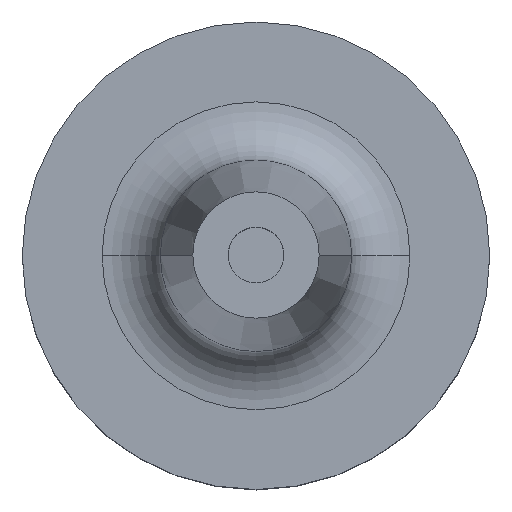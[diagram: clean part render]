
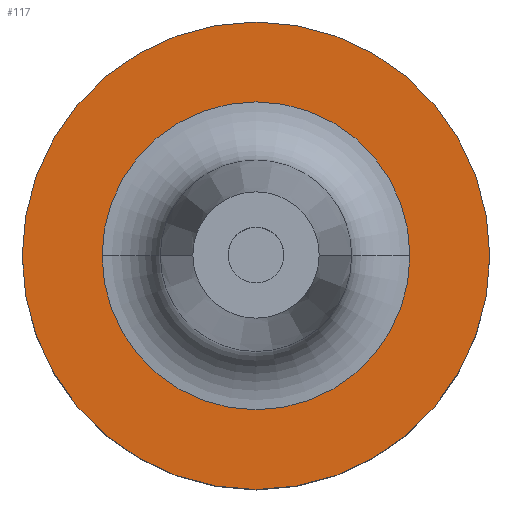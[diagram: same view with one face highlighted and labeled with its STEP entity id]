
A CAD part, top view. The second image highlights one B-rep face of the part: STEP entity #117.
In plain terms, the highlighted planar face has unit normal (0, 0, 1).
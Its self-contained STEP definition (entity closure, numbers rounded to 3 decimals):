
#45 = DIRECTION ( 'NONE',  ( 0., 0., -1. ) ) ;
#117 = ADVANCED_FACE ( 'NONE', ( #234, #917 ), #538, .F. ) ;
#146 = EDGE_CURVE ( 'NONE', #274, #842, #1086, .T. ) ;
#169 = CARTESIAN_POINT ( 'NONE',  ( 0., 0., 20. ) ) ;
#177 = ORIENTED_EDGE ( 'NONE', *, *, #952, .T. ) ;
#182 = ORIENTED_EDGE ( 'NONE', *, *, #146, .T. ) ;
#225 = AXIS2_PLACEMENT_3D ( 'NONE', #761, #240, #856 ) ;
#227 = CIRCLE ( 'NONE', #599, 20. ) ;
#234 = FACE_BOUND ( 'NONE', #451, .T. ) ;
#240 = DIRECTION ( 'NONE',  ( 0., 0., -1. ) ) ;
#246 = ORIENTED_EDGE ( 'NONE', *, *, #890, .F. ) ;
#252 = CARTESIAN_POINT ( 'NONE',  ( 20., 0., 20. ) ) ;
#258 = DIRECTION ( 'NONE',  ( -1., 0., 0. ) ) ;
#274 = VERTEX_POINT ( 'NONE', #766 ) ;
#324 = CARTESIAN_POINT ( 'NONE',  ( 0., 0., 20. ) ) ;
#451 = EDGE_LOOP ( 'NONE', ( #182, #177 ) ) ;
#455 = DIRECTION ( 'NONE',  ( -1., 0., 0. ) ) ;
#485 = CARTESIAN_POINT ( 'NONE',  ( 13.17, 0., 20. ) ) ;
#525 = CIRCLE ( 'NONE', #1053, 20. ) ;
#538 = PLANE ( 'NONE',  #908 ) ;
#563 = CARTESIAN_POINT ( 'NONE',  ( 0., 0., 20. ) ) ;
#599 = AXIS2_PLACEMENT_3D ( 'NONE', #169, #781, #258 ) ;
#608 = EDGE_LOOP ( 'NONE', ( #1039, #246 ) ) ;
#634 = DIRECTION ( 'NONE',  ( -1., 0., 0. ) ) ;
#646 = CARTESIAN_POINT ( 'NONE',  ( 0., 20., 20. ) ) ;
#724 = VERTEX_POINT ( 'NONE', #252 ) ;
#725 = EDGE_CURVE ( 'NONE', #837, #724, #227, .T. ) ;
#728 = DIRECTION ( 'NONE',  ( 0., 0., -1. ) ) ;
#761 = CARTESIAN_POINT ( 'NONE',  ( 0., 0., 20. ) ) ;
#766 = CARTESIAN_POINT ( 'NONE',  ( -13.17, 0., 20. ) ) ;
#781 = DIRECTION ( 'NONE',  ( 0., 0., -1. ) ) ;
#812 = DIRECTION ( 'NONE',  ( 0., 0., -1. ) ) ;
#837 = VERTEX_POINT ( 'NONE', #1104 ) ;
#842 = VERTEX_POINT ( 'NONE', #485 ) ;
#856 = DIRECTION ( 'NONE',  ( -1., 0., 0. ) ) ;
#890 = EDGE_CURVE ( 'NONE', #724, #837, #525, .T. ) ;
#908 = AXIS2_PLACEMENT_3D ( 'NONE', #646, #812, #455 ) ;
#917 = FACE_OUTER_BOUND ( 'NONE', #608, .T. ) ;
#952 = EDGE_CURVE ( 'NONE', #842, #274, #1121, .T. ) ;
#969 = AXIS2_PLACEMENT_3D ( 'NONE', #563, #728, #634 ) ;
#1039 = ORIENTED_EDGE ( 'NONE', *, *, #725, .F. ) ;
#1053 = AXIS2_PLACEMENT_3D ( 'NONE', #324, #45, #1123 ) ;
#1086 = CIRCLE ( 'NONE', #969, 13.17 ) ;
#1104 = CARTESIAN_POINT ( 'NONE',  ( -20., 0., 20. ) ) ;
#1121 = CIRCLE ( 'NONE', #225, 13.17 ) ;
#1123 = DIRECTION ( 'NONE',  ( -1., 0., 0. ) ) ;
